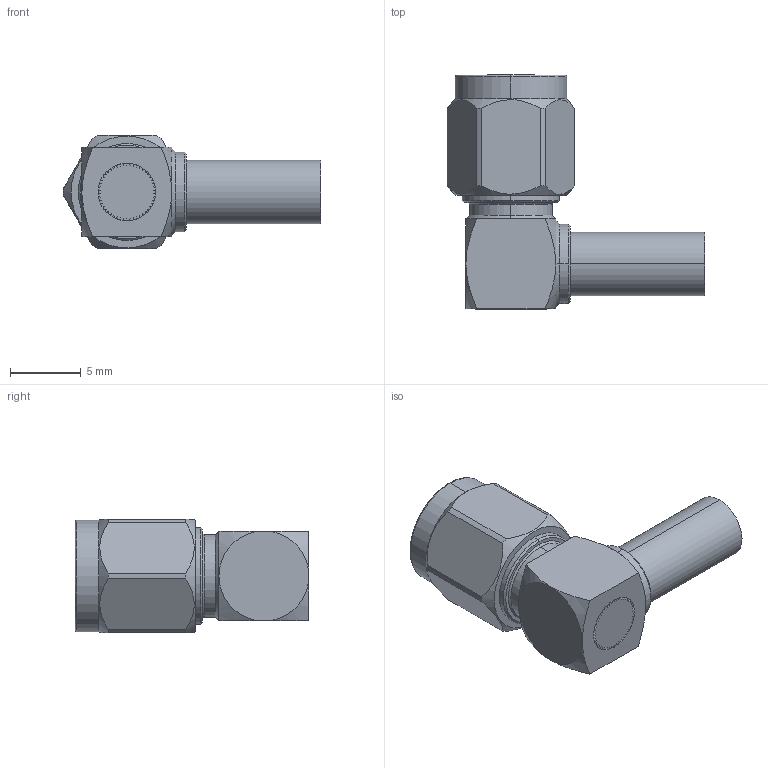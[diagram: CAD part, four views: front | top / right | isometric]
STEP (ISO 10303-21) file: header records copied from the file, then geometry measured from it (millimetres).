
FILE_DESCRIPTION (( 'STEP AP203' ), '1' );
FILE_NAME ('SC6065.step', '2019-07-10T18:00:18', ( '' ), ( '' ), 'SwSTEP 2.0', 'SolidWorks 2018', '' );
FILE_SCHEMA (( 'CONFIG_CONTROL_DESIGN' ));
Length unit declared in the file: inch
Products named in the file (1): SC6065
Bounding box: 18.19 x 16.5 x 8 mm (x, y, z)
Volume: 751.7 mm3; surface area: 1084.5 mm2
Topology: 2 solids, 2 shells, 258 faces, 895 edges, 554 vertices
Faces by surface type: plane 127, cone 78, cylinder 46, torus 4, bspline 3
Entity records: 11175 total; most frequent: CARTESIAN_POINT 3705, ORIENTED_EDGE 1790, DIRECTION 1337, EDGE_CURVE 895, VERTEX_POINT 554, AXIS2_PLACEMENT_3D 454, LINE 429, VECTOR 429
